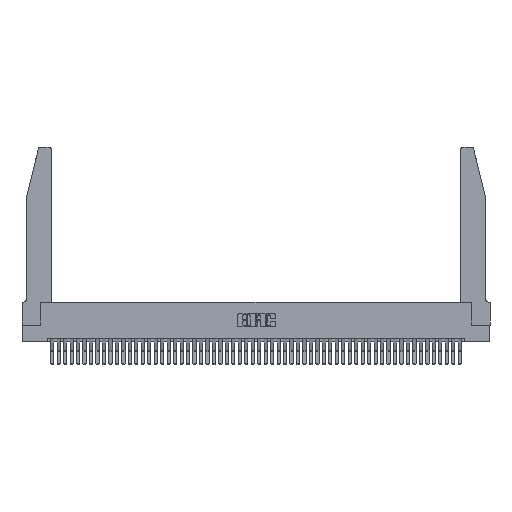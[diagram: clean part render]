
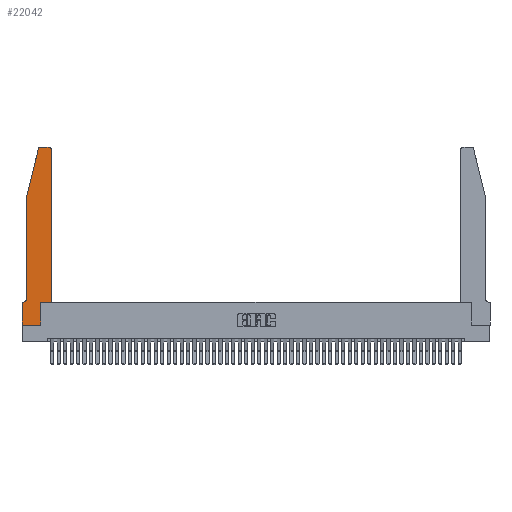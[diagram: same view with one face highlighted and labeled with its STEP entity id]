
A CAD part, top view. The second image highlights one B-rep face of the part: STEP entity #22042.
In plain terms, the highlighted planar face has unit normal (0, 0, 1).
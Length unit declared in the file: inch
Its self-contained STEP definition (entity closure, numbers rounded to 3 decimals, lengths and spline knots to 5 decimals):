
#380 = CARTESIAN_POINT ( 'NONE',  ( 0., 0.35, 0.37 ) ) ;
#498 = LINE ( 'NONE', #37710, #42168 ) ;
#597 = CARTESIAN_POINT ( 'NONE',  ( 0.284, 2.72, 0.37 ) ) ;
#946 = CARTESIAN_POINT ( 'NONE',  ( 0., 0.35, 0.37 ) ) ;
#1126 = EDGE_CURVE ( 'NONE', #39891, #36098, #37827, .T. ) ;
#1287 = EDGE_CURVE ( 'NONE', #16041, #13314, #498, .T. ) ;
#1845 = CIRCLE ( 'NONE', #48937, 0.07 ) ;
#2868 = VECTOR ( 'NONE', #29288, 39.37008 ) ;
#3820 = VERTEX_POINT ( 'NONE', #380 ) ;
#4239 = DIRECTION ( 'NONE',  ( 0., 1., 0. ) ) ;
#4548 = EDGE_CURVE ( 'NONE', #14421, #36932, #31332, .T. ) ;
#4745 = DIRECTION ( 'NONE',  ( 1., 0., 0. ) ) ;
#5104 = DIRECTION ( 'NONE',  ( 1., 0., 0. ) ) ;
#5456 = DIRECTION ( 'NONE',  ( 0., -1., 0. ) ) ;
#6121 = EDGE_CURVE ( 'NONE', #36572, #11819, #34271, .T. ) ;
#6805 = EDGE_CURVE ( 'NONE', #19691, #16041, #15383, .T. ) ;
#9548 = LINE ( 'NONE', #41301, #29865 ) ;
#9966 = EDGE_CURVE ( 'NONE', #27822, #3820, #11384, .T. ) ;
#10018 = DIRECTION ( 'NONE',  ( 1., 0., 0. ) ) ;
#10874 = CARTESIAN_POINT ( 'NONE',  ( 0.4505, 2.72, 0.37 ) ) ;
#11247 = CARTESIAN_POINT ( 'NONE',  ( 0.4505, 0.35, 0.37 ) ) ;
#11384 = LINE ( 'NONE', #28653, #19742 ) ;
#11819 = VERTEX_POINT ( 'NONE', #38544 ) ;
#13115 = DIRECTION ( 'NONE',  ( 0., 0., 1. ) ) ;
#13285 = VECTOR ( 'NONE', #16631, 39.37008 ) ;
#13314 = VERTEX_POINT ( 'NONE', #42941 ) ;
#13360 = ORIENTED_EDGE ( 'NONE', *, *, #6121, .T. ) ;
#14070 = AXIS2_PLACEMENT_3D ( 'NONE', #946, #13115, #5104 ) ;
#14421 = VERTEX_POINT ( 'NONE', #11247 ) ;
#15383 = LINE ( 'NONE', #42075, #46042 ) ;
#15452 = CARTESIAN_POINT ( 'NONE',  ( 0.4205, 2.75, 0.37 ) ) ;
#16041 = VERTEX_POINT ( 'NONE', #24317 ) ;
#16257 = CARTESIAN_POINT ( 'NONE',  ( 0.2865, 0.35, 0.37 ) ) ;
#16560 = VECTOR ( 'NONE', #16790, 39.37008 ) ;
#16592 = ORIENTED_EDGE ( 'NONE', *, *, #35018, .T. ) ;
#16631 = DIRECTION ( 'NONE',  ( 0., 1., 0. ) ) ;
#16790 = DIRECTION ( 'NONE',  ( -1., 0., 0. ) ) ;
#17252 = ORIENTED_EDGE ( 'NONE', *, *, #4548, .T. ) ;
#17967 = EDGE_CURVE ( 'NONE', #11819, #19618, #24142, .T. ) ;
#18783 = DIRECTION ( 'NONE',  ( 0., 0., -1. ) ) ;
#19618 = VERTEX_POINT ( 'NONE', #22487 ) ;
#19691 = VERTEX_POINT ( 'NONE', #30734 ) ;
#19742 = VECTOR ( 'NONE', #24416, 39.37008 ) ;
#20359 = CARTESIAN_POINT ( 'NONE',  ( 0.4505, 0.35, 0.37 ) ) ;
#20441 = ORIENTED_EDGE ( 'NONE', *, *, #9966, .T. ) ;
#21090 = ORIENTED_EDGE ( 'NONE', *, *, #46078, .T. ) ;
#21871 = DIRECTION ( 'NONE',  ( 0., 0., 1. ) ) ;
#22042 = ADVANCED_FACE ( 'NONE', ( #47010 ), #25425, .T. ) ;
#22311 = ORIENTED_EDGE ( 'NONE', *, *, #24781, .T. ) ;
#22487 = CARTESIAN_POINT ( 'NONE',  ( 0.2865, 0.35, 0.37 ) ) ;
#23641 = VECTOR ( 'NONE', #10018, 39.37008 ) ;
#24088 = CARTESIAN_POINT ( 'NONE',  ( 0., 0., 0.37 ) ) ;
#24142 = LINE ( 'NONE', #16257, #13285 ) ;
#24317 = CARTESIAN_POINT ( 'NONE',  ( 0.0755, 2., 0.37 ) ) ;
#24416 = DIRECTION ( 'NONE',  ( -1., 0., 0. ) ) ;
#24781 = EDGE_CURVE ( 'NONE', #36098, #19691, #35600, .T. ) ;
#25248 = CARTESIAN_POINT ( 'NONE',  ( 0.4505, 0.35, 0.37 ) ) ;
#25425 = PLANE ( 'NONE',  #14070 ) ;
#26073 = AXIS2_PLACEMENT_3D ( 'NONE', #597, #29113, #4745 ) ;
#26104 = ORIENTED_EDGE ( 'NONE', *, *, #6805, .T. ) ;
#26209 = CARTESIAN_POINT ( 'NONE',  ( 0., 0., 0.37 ) ) ;
#27822 = VERTEX_POINT ( 'NONE', #41209 ) ;
#28653 = CARTESIAN_POINT ( 'NONE',  ( 0.0755, 0.35, 0.37 ) ) ;
#29113 = DIRECTION ( 'NONE',  ( 0., 0., 1. ) ) ;
#29288 = DIRECTION ( 'NONE',  ( 1., 0., 0. ) ) ;
#29407 = CARTESIAN_POINT ( 'NONE',  ( 0.284, 2.75, 0.37 ) ) ;
#29865 = VECTOR ( 'NONE', #45316, 39.37008 ) ;
#30382 = AXIS2_PLACEMENT_3D ( 'NONE', #45670, #21871, #49688 ) ;
#30734 = CARTESIAN_POINT ( 'NONE',  ( 0.25487, 2.72718, 0.37 ) ) ;
#31332 = LINE ( 'NONE', #20359, #51162 ) ;
#31708 = ORIENTED_EDGE ( 'NONE', *, *, #1126, .T. ) ;
#34178 = EDGE_LOOP ( 'NONE', ( #31708, #22311, #26104, #36624, #16592, #20441, #44093, #13360, #45329, #37249, #17252, #21090 ) ) ;
#34271 = LINE ( 'NONE', #26209, #23641 ) ;
#35018 = EDGE_CURVE ( 'NONE', #13314, #27822, #1845, .T. ) ;
#35162 = LINE ( 'NONE', #25248, #2868 ) ;
#35600 = CIRCLE ( 'NONE', #26073, 0.03 ) ;
#36098 = VERTEX_POINT ( 'NONE', #29407 ) ;
#36572 = VERTEX_POINT ( 'NONE', #24088 ) ;
#36624 = ORIENTED_EDGE ( 'NONE', *, *, #1287, .T. ) ;
#36932 = VERTEX_POINT ( 'NONE', #10874 ) ;
#37249 = ORIENTED_EDGE ( 'NONE', *, *, #51310, .T. ) ;
#37710 = CARTESIAN_POINT ( 'NONE',  ( 0.0755, 2., 0.37 ) ) ;
#37827 = LINE ( 'NONE', #40715, #16560 ) ;
#38366 = EDGE_CURVE ( 'NONE', #3820, #36572, #9548, .T. ) ;
#38544 = CARTESIAN_POINT ( 'NONE',  ( 0.2865, 0., 0.37 ) ) ;
#39891 = VERTEX_POINT ( 'NONE', #15452 ) ;
#40715 = CARTESIAN_POINT ( 'NONE',  ( 0.2605, 2.75, 0.37 ) ) ;
#41209 = CARTESIAN_POINT ( 'NONE',  ( 0.0055, 0.35, 0.37 ) ) ;
#41301 = CARTESIAN_POINT ( 'NONE',  ( 0., 0., 0.37 ) ) ;
#42075 = CARTESIAN_POINT ( 'NONE',  ( 0.0755, 2., 0.37 ) ) ;
#42168 = VECTOR ( 'NONE', #5456, 39.37008 ) ;
#42641 = CARTESIAN_POINT ( 'NONE',  ( 0.0055, 0.42, 0.37 ) ) ;
#42941 = CARTESIAN_POINT ( 'NONE',  ( 0.0755, 0.42, 0.37 ) ) ;
#44093 = ORIENTED_EDGE ( 'NONE', *, *, #38366, .T. ) ;
#45316 = DIRECTION ( 'NONE',  ( 0., -1., 0. ) ) ;
#45329 = ORIENTED_EDGE ( 'NONE', *, *, #17967, .T. ) ;
#45670 = CARTESIAN_POINT ( 'NONE',  ( 0.4205, 2.72, 0.37 ) ) ;
#46042 = VECTOR ( 'NONE', #46092, 39.37008 ) ;
#46078 = EDGE_CURVE ( 'NONE', #36932, #39891, #48511, .T. ) ;
#46092 = DIRECTION ( 'NONE',  ( -0.239, -0.971, 0. ) ) ;
#46672 = DIRECTION ( 'NONE',  ( -1., 0., 0. ) ) ;
#47010 = FACE_OUTER_BOUND ( 'NONE', #34178, .T. ) ;
#48511 = CIRCLE ( 'NONE', #30382, 0.03 ) ;
#48937 = AXIS2_PLACEMENT_3D ( 'NONE', #42641, #18783, #46672 ) ;
#49688 = DIRECTION ( 'NONE',  ( 1., 0., 0. ) ) ;
#51162 = VECTOR ( 'NONE', #4239, 39.37008 ) ;
#51310 = EDGE_CURVE ( 'NONE', #19618, #14421, #35162, .T. ) ;
